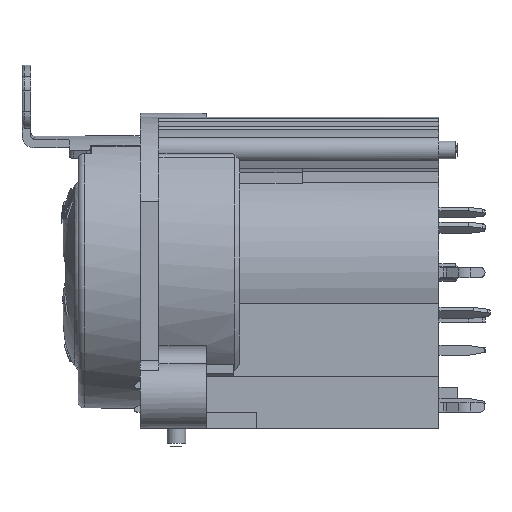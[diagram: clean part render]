
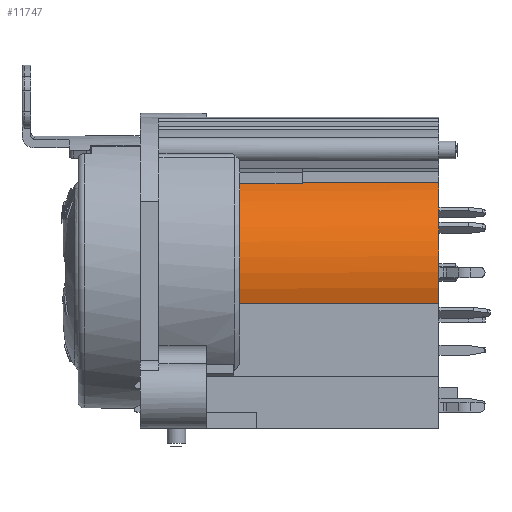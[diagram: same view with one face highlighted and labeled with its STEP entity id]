
A CAD part, left-side view. The second image highlights one B-rep face of the part: STEP entity #11747.
In plain terms, the highlighted cylindrical face has radius 8.004 mm (diameter 16.008 mm), a partial arc.
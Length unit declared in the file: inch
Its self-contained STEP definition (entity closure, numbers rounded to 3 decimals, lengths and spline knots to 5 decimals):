
#191=CYLINDRICAL_SURFACE('',#12482,0.31511);
#762=FACE_OUTER_BOUND('',#1417,.T.);
#1417=EDGE_LOOP('',(#7896,#7897,#7898,#7899,#7900,#7901));
#2549=CIRCLE('',#12483,0.31511);
#2550=CIRCLE('',#12484,0.31511);
#2551=CIRCLE('',#12485,0.31511);
#2912=LINE('',#16244,#3918);
#2914=LINE('',#16251,#3920);
#2915=LINE('',#16255,#3921);
#3918=VECTOR('',#13520,0.3937);
#3920=VECTOR('',#13526,0.3937);
#3921=VECTOR('',#13531,0.3937);
#4950=VERTEX_POINT('',#16241);
#4951=VERTEX_POINT('',#16243);
#4952=VERTEX_POINT('',#16247);
#4953=VERTEX_POINT('',#16248);
#4954=VERTEX_POINT('',#16250);
#4955=VERTEX_POINT('',#16253);
#6110=EDGE_CURVE('',#4951,#4950,#2912,.T.);
#6112=EDGE_CURVE('',#4952,#4953,#2549,.T.);
#6113=EDGE_CURVE('',#4954,#4952,#2914,.T.);
#6114=EDGE_CURVE('',#4951,#4954,#2550,.T.);
#6115=EDGE_CURVE('',#4955,#4950,#2551,.T.);
#6116=EDGE_CURVE('',#4953,#4955,#2915,.T.);
#7896=ORIENTED_EDGE('',*,*,#6112,.F.);
#7897=ORIENTED_EDGE('',*,*,#6113,.F.);
#7898=ORIENTED_EDGE('',*,*,#6114,.F.);
#7899=ORIENTED_EDGE('',*,*,#6110,.T.);
#7900=ORIENTED_EDGE('',*,*,#6115,.F.);
#7901=ORIENTED_EDGE('',*,*,#6116,.F.);
#11747=ADVANCED_FACE('',(#762),#191,.T.);
#12482=AXIS2_PLACEMENT_3D('',#16246,#13522,#13523);
#12483=AXIS2_PLACEMENT_3D('',#16249,#13524,#13525);
#12484=AXIS2_PLACEMENT_3D('',#16252,#13527,#13528);
#12485=AXIS2_PLACEMENT_3D('',#16254,#13529,#13530);
#13520=DIRECTION('',(0.,1.,0.));
#13522=DIRECTION('center_axis',(0.,1.,0.));
#13523=DIRECTION('ref_axis',(-0.918,0.,0.397));
#13524=DIRECTION('center_axis',(0.,1.,0.));
#13525=DIRECTION('ref_axis',(1.,0.,0.));
#13526=DIRECTION('',(0.,1.,0.));
#13527=DIRECTION('center_axis',(0.,-1.,0.));
#13528=DIRECTION('ref_axis',(1.,0.,0.));
#13529=DIRECTION('center_axis',(0.,1.,0.));
#13530=DIRECTION('ref_axis',(1.,0.,0.));
#13531=DIRECTION('',(0.,-1.,0.));
#16241=CARTESIAN_POINT('',(-0.11261,-0.64152,0.88107));
#16243=CARTESIAN_POINT('',(-0.11261,-1.07431,0.88107));
#16244=CARTESIAN_POINT('',(-0.11261,-1.07431,0.88107));
#16246=CARTESIAN_POINT('Origin',(0.02005,-1.07431,0.59525));
#16247=CARTESIAN_POINT('',(-0.2791,-0.44467,0.49624));
#16248=CARTESIAN_POINT('',(-0.11931,-0.44467,0.87787));
#16249=CARTESIAN_POINT('Origin',(0.02005,-0.44467,
0.59525));
#16250=CARTESIAN_POINT('',(-0.2791,-1.07431,0.49624));
#16251=CARTESIAN_POINT('',(-0.2791,-1.07431,0.49624));
#16252=CARTESIAN_POINT('Origin',(0.02005,-1.07431,0.59525));
#16253=CARTESIAN_POINT('',(-0.11931,-0.64152,0.87787));
#16254=CARTESIAN_POINT('Origin',(0.02005,-0.64152,
0.59525));
#16255=CARTESIAN_POINT('',(-0.11931,-1.07431,0.87787));
